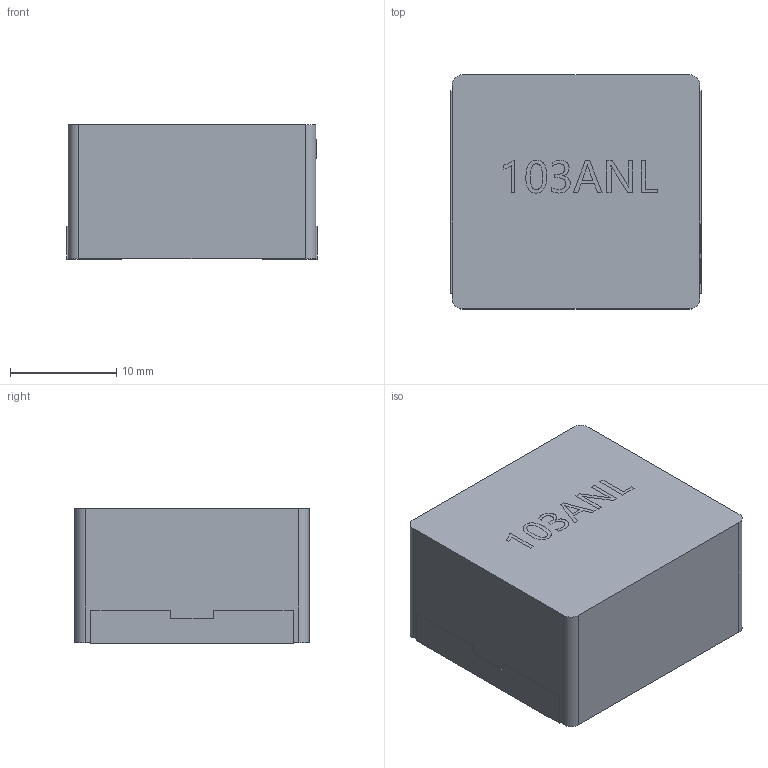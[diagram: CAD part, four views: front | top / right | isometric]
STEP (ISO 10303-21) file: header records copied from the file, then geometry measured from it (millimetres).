
FILE_DESCRIPTION (( 'STEP AP214' ), '1' );
FILE_NAME ('IND-SMD_L23.5-W22.0-H12.6.step', '2022-07-08T23:58:56', ( '' ), ( '' ), 'SwSTEP 2.0', 'SolidWorks 2020', '' );
FILE_SCHEMA (( 'AUTOMOTIVE_DESIGN' ));
Length unit declared in the file: millimetre
Products named in the file (1): IND-SMD_L23.5-W22.0-H12.6
Bounding box: 23.5 x 22 x 12.61 mm (x, y, z)
Volume: 6456.5 mm3; surface area: 2760 mm2
Topology: 3 solids, 3 shells, 402 faces, 1082 edges, 720 vertices
Faces by surface type: plane 258, bspline 140, cylinder 4
Entity records: 19516 total; most frequent: CARTESIAN_POINT 5913, ORIENTED_EDGE 2164, DIRECTION 1332, EDGE_CURVE 1082, VECTOR 790, LINE 790, VERTEX_POINT 720, EDGE_LOOP 436
